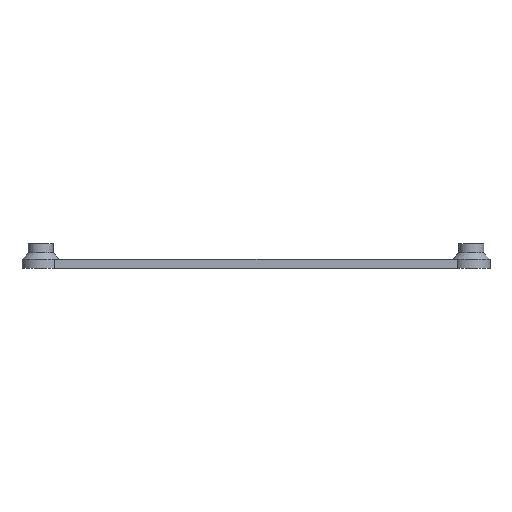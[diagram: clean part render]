
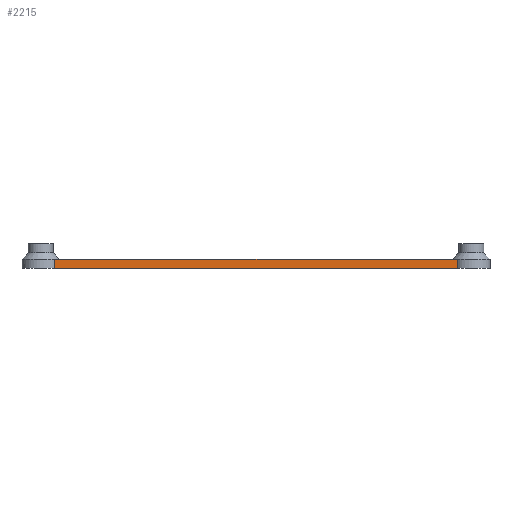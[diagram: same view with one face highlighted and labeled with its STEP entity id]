
A CAD part, front view. The second image highlights one B-rep face of the part: STEP entity #2215.
In plain terms, the highlighted planar face has unit normal (0, -1, 0).
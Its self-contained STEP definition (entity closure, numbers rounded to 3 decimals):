
#54 = FACE_OUTER_BOUND ( 'NONE', #3357, .T. ) ;
#151 = EDGE_CURVE ( 'NONE', #2792, #3138, #3267, .T. ) ;
#159 = VECTOR ( 'NONE', #2975, 1000. ) ;
#262 = VERTEX_POINT ( 'NONE', #891 ) ;
#372 = CARTESIAN_POINT ( 'NONE',  ( 64.778, -47.5, 3. ) ) ;
#395 = CARTESIAN_POINT ( 'NONE',  ( 73.25, -47.5, 3. ) ) ;
#443 = DIRECTION ( 'NONE',  ( 0., 1., 0. ) ) ;
#564 = EDGE_CURVE ( 'NONE', #3138, #262, #1877, .T. ) ;
#863 = AXIS2_PLACEMENT_3D ( 'NONE', #2795, #443, #980 ) ;
#875 = ORIENTED_EDGE ( 'NONE', *, *, #151, .T. ) ;
#891 = CARTESIAN_POINT ( 'NONE',  ( 64.778, -47.5, 0. ) ) ;
#903 = PLANE ( 'NONE',  #863 ) ;
#949 = VECTOR ( 'NONE', #1479, 1000. ) ;
#980 = DIRECTION ( 'NONE',  ( 0., 0., 1. ) ) ;
#1116 = ORIENTED_EDGE ( 'NONE', *, *, #2062, .T. ) ;
#1225 = VERTEX_POINT ( 'NONE', #372 ) ;
#1343 = EDGE_CURVE ( 'NONE', #2792, #1225, #1368, .T. ) ;
#1368 = LINE ( 'NONE', #395, #949 ) ;
#1445 = CARTESIAN_POINT ( 'NONE',  ( -64.778, -47.5, 0. ) ) ;
#1479 = DIRECTION ( 'NONE',  ( 1., 0., 0. ) ) ;
#1609 = CARTESIAN_POINT ( 'NONE',  ( 73.25, -47.5, 0. ) ) ;
#1654 = CARTESIAN_POINT ( 'NONE',  ( 64.778, -47.5, 3. ) ) ;
#1728 = ORIENTED_EDGE ( 'NONE', *, *, #1343, .F. ) ;
#1877 = LINE ( 'NONE', #1609, #2779 ) ;
#1889 = ORIENTED_EDGE ( 'NONE', *, *, #564, .T. ) ;
#1897 = DIRECTION ( 'NONE',  ( 1., 0., 0. ) ) ;
#2062 = EDGE_CURVE ( 'NONE', #262, #1225, #2718, .T. ) ;
#2195 = DIRECTION ( 'NONE',  ( 0., 0., 1. ) ) ;
#2215 = ADVANCED_FACE ( 'NONE', ( #54 ), #903, .F. ) ;
#2413 = CARTESIAN_POINT ( 'NONE',  ( -64.778, -47.5, 3. ) ) ;
#2641 = VECTOR ( 'NONE', #2195, 1000. ) ;
#2718 = LINE ( 'NONE', #1654, #2641 ) ;
#2779 = VECTOR ( 'NONE', #1897, 1000. ) ;
#2792 = VERTEX_POINT ( 'NONE', #2888 ) ;
#2795 = CARTESIAN_POINT ( 'NONE',  ( 73.25, -47.5, 3. ) ) ;
#2888 = CARTESIAN_POINT ( 'NONE',  ( -64.778, -47.5, 3. ) ) ;
#2975 = DIRECTION ( 'NONE',  ( 0., 0., -1. ) ) ;
#3138 = VERTEX_POINT ( 'NONE', #1445 ) ;
#3267 = LINE ( 'NONE', #2413, #159 ) ;
#3357 = EDGE_LOOP ( 'NONE', ( #1728, #875, #1889, #1116 ) ) ;
